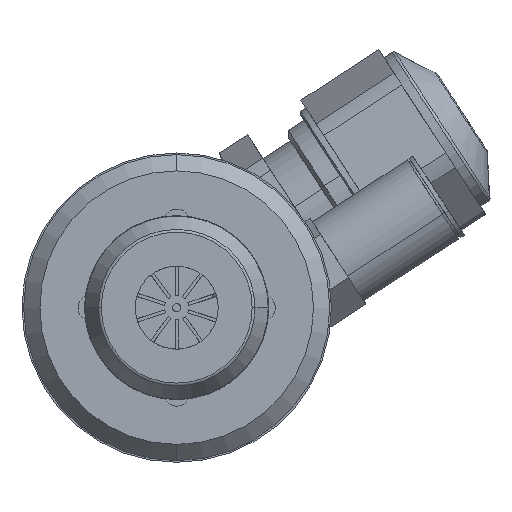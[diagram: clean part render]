
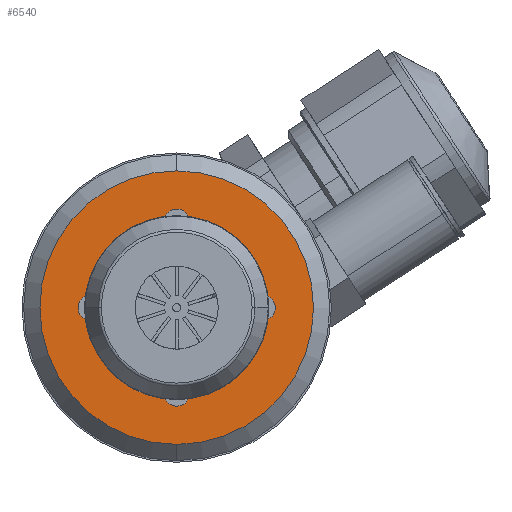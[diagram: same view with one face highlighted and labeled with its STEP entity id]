
A CAD part, left-side view. The second image highlights one B-rep face of the part: STEP entity #6540.
In plain terms, the highlighted planar face has unit normal (-1, 0, 0).
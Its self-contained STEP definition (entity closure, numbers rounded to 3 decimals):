
#2433 = DIRECTION ( 'NONE',  ( 0., 0., 1. ) ) ;
#2434 = DIRECTION ( 'NONE',  ( -1., 0., 0. ) ) ;
#2435 = CARTESIAN_POINT ( 'NONE',  ( -66.1, 0., 5.25 ) ) ;
#2436 = AXIS2_PLACEMENT_3D ( 'NONE', #2435, #2434, #2433 ) ;
#2437 = CIRCLE ( 'NONE', #2436, 0.8 ) ;
#2455 = CARTESIAN_POINT ( 'NONE',  ( -66.1, -5.25, 0.8 ) ) ;
#2466 = CARTESIAN_POINT ( 'NONE',  ( -66.1, 5.25, -0.8 ) ) ;
#2515 = DIRECTION ( 'NONE',  ( 0., 0., 1. ) ) ;
#2516 = DIRECTION ( 'NONE',  ( -1., 0., 0. ) ) ;
#2524 = CARTESIAN_POINT ( 'NONE',  ( -66.1, 5.25, 0.8 ) ) ;
#2525 = CIRCLE ( 'NONE', #2531, 0.8 ) ;
#2527 = CARTESIAN_POINT ( 'NONE',  ( -66.1, 5.25, 0. ) ) ;
#2531 = AXIS2_PLACEMENT_3D ( 'NONE', #2527, #2516, #2515 ) ;
#2628 = CIRCLE ( 'NONE', #2668, 8.4 ) ;
#2666 = DIRECTION ( 'NONE',  ( 0., 0., -1. ) ) ;
#2668 = AXIS2_PLACEMENT_3D ( 'NONE', #2678, #2673, #2666 ) ;
#2673 = DIRECTION ( 'NONE',  ( -1., 0., 0. ) ) ;
#2678 = CARTESIAN_POINT ( 'NONE',  ( -66.1, 0., 0. ) ) ;
#2739 = AXIS2_PLACEMENT_3D ( 'NONE', #2789, #2759, #2743 ) ;
#2740 = CIRCLE ( 'NONE', #2739, 0.8 ) ;
#2743 = DIRECTION ( 'NONE',  ( 0., 0., 1. ) ) ;
#2750 = CIRCLE ( 'NONE', #2772, 0.8 ) ;
#2755 = CARTESIAN_POINT ( 'NONE',  ( -66.1, -5.25, -0.8 ) ) ;
#2756 = DIRECTION ( 'NONE',  ( -1., 0., 0. ) ) ;
#2759 = DIRECTION ( 'NONE',  ( -1., 0., 0. ) ) ;
#2772 = AXIS2_PLACEMENT_3D ( 'NONE', #2788, #2756, #2780 ) ;
#2773 = CARTESIAN_POINT ( 'NONE',  ( -66.1, 0., -6.05 ) ) ;
#2780 = DIRECTION ( 'NONE',  ( 0., 0., 1. ) ) ;
#2788 = CARTESIAN_POINT ( 'NONE',  ( -66.1, -5.25, 0. ) ) ;
#2789 = CARTESIAN_POINT ( 'NONE',  ( -66.1, 0., 5.25 ) ) ;
#2794 = CARTESIAN_POINT ( 'NONE',  ( -66.1, 0., 3.4 ) ) ;
#2797 = CIRCLE ( 'NONE', #2906, 3.4 ) ;
#2813 = CARTESIAN_POINT ( 'NONE',  ( -66.1, 0., 0. ) ) ;
#2904 = DIRECTION ( 'NONE',  ( 0., 0., 1. ) ) ;
#2905 = DIRECTION ( 'NONE',  ( -1., 0., 0. ) ) ;
#2906 = AXIS2_PLACEMENT_3D ( 'NONE', #2813, #2905, #2904 ) ;
#2932 = CARTESIAN_POINT ( 'NONE',  ( -66.1, 0., 4.45 ) ) ;
#2936 = DIRECTION ( 'NONE',  ( 0., 0., 1. ) ) ;
#2937 = DIRECTION ( 'NONE',  ( -1., 0., 0. ) ) ;
#2938 = AXIS2_PLACEMENT_3D ( 'NONE', #2970, #2937, #2936 ) ;
#2943 = CARTESIAN_POINT ( 'NONE',  ( -66.1, 0., -4.45 ) ) ;
#2960 = CIRCLE ( 'NONE', #2938, 3.4 ) ;
#2970 = CARTESIAN_POINT ( 'NONE',  ( -66.1, 0., 0. ) ) ;
#3004 = DIRECTION ( 'NONE',  ( -1., 0., 0. ) ) ;
#3007 = CIRCLE ( 'NONE', #3025, 8.4 ) ;
#3010 = DIRECTION ( 'NONE',  ( 0., 0., -1. ) ) ;
#3015 = CARTESIAN_POINT ( 'NONE',  ( -66.1, 0., 0. ) ) ;
#3017 = DIRECTION ( 'NONE',  ( -1., 0., 0. ) ) ;
#3018 = CARTESIAN_POINT ( 'NONE',  ( -66.1, 0., -5.25 ) ) ;
#3019 = CARTESIAN_POINT ( 'NONE',  ( -66.1, 0., -3.4 ) ) ;
#3020 = CIRCLE ( 'NONE', #3021, 0.8 ) ;
#3021 = AXIS2_PLACEMENT_3D ( 'NONE', #3018, #3017, #3022 ) ;
#3022 = DIRECTION ( 'NONE',  ( 0., 0., 1. ) ) ;
#3025 = AXIS2_PLACEMENT_3D ( 'NONE', #3015, #3004, #3010 ) ;
#4482 = CARTESIAN_POINT ( 'NONE',  ( -66.1, 5.25, 0. ) ) ;
#4518 = CARTESIAN_POINT ( 'NONE',  ( -66.1, 0., 6.05 ) ) ;
#4575 = DIRECTION ( 'NONE',  ( 0., 0., 1. ) ) ;
#4576 = DIRECTION ( 'NONE',  ( -1., 0., 0. ) ) ;
#4585 = CARTESIAN_POINT ( 'NONE',  ( -66.1, 0., -5.25 ) ) ;
#4591 = AXIS2_PLACEMENT_3D ( 'NONE', #4585, #4576, #4575 ) ;
#4592 = DIRECTION ( 'NONE',  ( 0., 0., 1. ) ) ;
#4593 = DIRECTION ( 'NONE',  ( -1., 0., 0. ) ) ;
#4594 = CARTESIAN_POINT ( 'NONE',  ( -66.1, -5.25, 0. ) ) ;
#4595 = AXIS2_PLACEMENT_3D ( 'NONE', #4594, #4593, #4592 ) ;
#4596 = CIRCLE ( 'NONE', #4591, 0.8 ) ;
#4598 = DIRECTION ( 'NONE',  ( 0., 0., -1. ) ) ;
#4599 = DIRECTION ( 'NONE',  ( 1., 0., 0. ) ) ;
#4600 = CARTESIAN_POINT ( 'NONE',  ( -66.1, 9.4, 0. ) ) ;
#4605 = FACE_OUTER_BOUND ( 'NONE', #6727, .T. ) ;
#4606 = FACE_BOUND ( 'NONE', #6650, .T. ) ;
#4607 = CIRCLE ( 'NONE', #4595, 0.8 ) ;
#4616 = FACE_BOUND ( 'NONE', #6609, .T. ) ;
#4617 = PLANE ( 'NONE',  #4623 ) ;
#4618 = FACE_BOUND ( 'NONE', #6730, .T. ) ;
#4619 = DIRECTION ( 'NONE',  ( 0., 0., 1. ) ) ;
#4620 = DIRECTION ( 'NONE',  ( -1., 0., 0. ) ) ;
#4621 = AXIS2_PLACEMENT_3D ( 'NONE', #4482, #4620, #4619 ) ;
#4623 = AXIS2_PLACEMENT_3D ( 'NONE', #4600, #4599, #4598 ) ;
#4628 = FACE_BOUND ( 'NONE', #6541, .T. ) ;
#4630 = FACE_BOUND ( 'NONE', #6718, .T. ) ;
#4642 = CIRCLE ( 'NONE', #4621, 0.8 ) ;
#4668 = CARTESIAN_POINT ( 'NONE',  ( -66.1, 0., -8.4 ) ) ;
#4670 = CARTESIAN_POINT ( 'NONE',  ( -66.1, 0., 8.4 ) ) ;
#6329 = EDGE_CURVE ( 'NONE', #6689, #6520, #2437, .T. ) ;
#6331 = VERTEX_POINT ( 'NONE', #2455 ) ;
#6333 = VERTEX_POINT ( 'NONE', #2466 ) ;
#6340 = VERTEX_POINT ( 'NONE', #2524 ) ;
#6341 = EDGE_CURVE ( 'NONE', #6333, #6340, #2525, .T. ) ;
#6445 = EDGE_CURVE ( 'NONE', #6474, #6465, #2628, .T. ) ;
#6465 = VERTEX_POINT ( 'NONE', #4668 ) ;
#6474 = VERTEX_POINT ( 'NONE', #4670 ) ;
#6512 = ORIENTED_EDGE ( 'NONE', *, *, #6341, .F. ) ;
#6520 = VERTEX_POINT ( 'NONE', #4518 ) ;
#6536 = EDGE_CURVE ( 'NONE', #6340, #6333, #4642, .T. ) ;
#6540 = ADVANCED_FACE ( 'NONE', ( #4618, #4628, #4616, #4630, #4606, #4605 ), #4617, .F. ) ;
#6541 = EDGE_LOOP ( 'NONE', ( #6602, #6610 ) ) ;
#6542 = EDGE_CURVE ( 'NONE', #6331, #6613, #4607, .T. ) ;
#6550 = EDGE_CURVE ( 'NONE', #6612, #6688, #4596, .T. ) ;
#6601 = ORIENTED_EDGE ( 'NONE', *, *, #6445, .T. ) ;
#6602 = ORIENTED_EDGE ( 'NONE', *, *, #6605, .F. ) ;
#6605 = EDGE_CURVE ( 'NONE', #6520, #6689, #2740, .T. ) ;
#6609 = EDGE_LOOP ( 'NONE', ( #6725, #6724 ) ) ;
#6610 = ORIENTED_EDGE ( 'NONE', *, *, #6329, .F. ) ;
#6612 = VERTEX_POINT ( 'NONE', #2773 ) ;
#6613 = VERTEX_POINT ( 'NONE', #2755 ) ;
#6616 = EDGE_CURVE ( 'NONE', #6613, #6331, #2750, .T. ) ;
#6649 = EDGE_CURVE ( 'NONE', #6651, #6726, #2797, .T. ) ;
#6650 = EDGE_LOOP ( 'NONE', ( #6720, #6719 ) ) ;
#6651 = VERTEX_POINT ( 'NONE', #2794 ) ;
#6652 = ORIENTED_EDGE ( 'NONE', *, *, #6550, .F. ) ;
#6653 = ORIENTED_EDGE ( 'NONE', *, *, #6728, .F. ) ;
#6688 = VERTEX_POINT ( 'NONE', #2943 ) ;
#6689 = VERTEX_POINT ( 'NONE', #2932 ) ;
#6718 = EDGE_LOOP ( 'NONE', ( #6653, #6652 ) ) ;
#6719 = ORIENTED_EDGE ( 'NONE', *, *, #6721, .F. ) ;
#6720 = ORIENTED_EDGE ( 'NONE', *, *, #6649, .F. ) ;
#6721 = EDGE_CURVE ( 'NONE', #6726, #6651, #2960, .T. ) ;
#6722 = EDGE_CURVE ( 'NONE', #6465, #6474, #3007, .T. ) ;
#6723 = ORIENTED_EDGE ( 'NONE', *, *, #6722, .T. ) ;
#6724 = ORIENTED_EDGE ( 'NONE', *, *, #6616, .F. ) ;
#6725 = ORIENTED_EDGE ( 'NONE', *, *, #6542, .F. ) ;
#6726 = VERTEX_POINT ( 'NONE', #3019 ) ;
#6727 = EDGE_LOOP ( 'NONE', ( #6723, #6601 ) ) ;
#6728 = EDGE_CURVE ( 'NONE', #6688, #6612, #3020, .T. ) ;
#6730 = EDGE_LOOP ( 'NONE', ( #6733, #6512 ) ) ;
#6733 = ORIENTED_EDGE ( 'NONE', *, *, #6536, .F. ) ;
